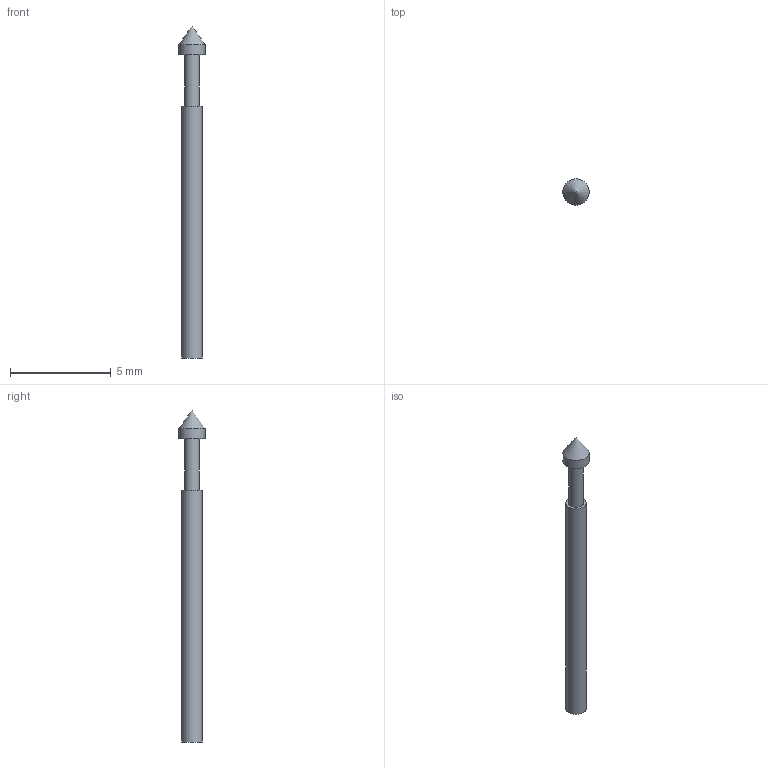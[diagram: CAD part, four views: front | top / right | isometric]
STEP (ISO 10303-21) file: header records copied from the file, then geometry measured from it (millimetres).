
FILE_DESCRIPTION(('FreeCAD Model'),'2;1');
FILE_NAME('P75-E2.step','2018-03-27T11:49:01', ('kicad StepUp'),('ksu MCAD'),'Open CASCADE STEP processor 6.8', 'FreeCAD','Unknown');
FILE_SCHEMA(('AUTOMOTIVE_DESIGN_CC2 { 1 2 10303 214 -1 1 5 4 }'));
Length unit declared in the file: millimetre
Products named in the file (2): ASSEMBLY; P75-E2
Assembly tree (1 placements, depth 2):
  ASSEMBLY
    P75-E2
Bounding box: 1.3 x 1.3 x 16.47 mm (x, y, z)
Volume: 12 mm3; surface area: 51.7 mm2
Topology: 1 solids, 1 shells, 7 faces, 11 edges, 7 vertices
Faces by surface type: cylinder 3, plane 3, cone 1
Full cylindrical faces by diameter (mm): 0.74 x1, 1.002 x1, 1.3 x1
Entity records: 238 total; most frequent: DIRECTION 34, CARTESIAN_POINT 26, ORIENTED_EDGE 20, AXIS2_PLACEMENT_3D 15, EDGE_CURVE 10, FACE_BOUND 9, EDGE_LOOP 9, ADVANCED_FACE 7
